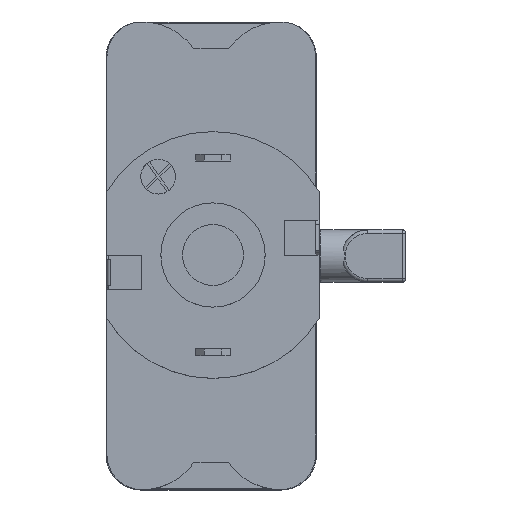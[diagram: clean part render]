
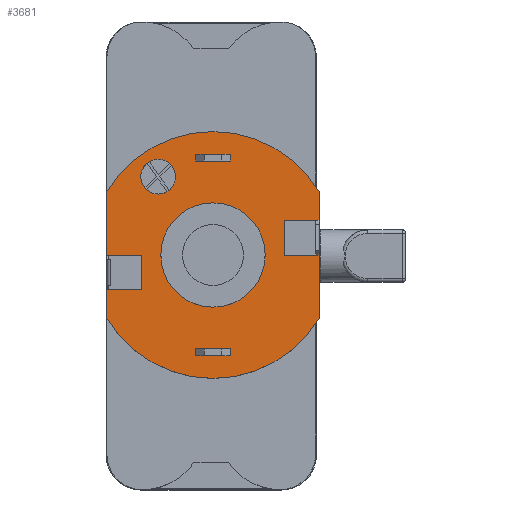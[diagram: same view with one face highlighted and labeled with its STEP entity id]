
A CAD part, top view. The second image highlights one B-rep face of the part: STEP entity #3681.
In plain terms, the highlighted planar face has unit normal (0, 0, 1).
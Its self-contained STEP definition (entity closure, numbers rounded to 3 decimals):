
#837=DIRECTION('',(0.,1.,0.));
#838=VECTOR('',#837,2.);
#839=CARTESIAN_POINT('',(-4.1,-2.,0.));
#840=LINE('',#839,#838);
#844=DIRECTION('',(1.,0.,0.));
#845=VECTOR('',#844,2.);
#846=CARTESIAN_POINT('',(-6.1,0.,0.));
#847=LINE('',#846,#845);
#851=DIRECTION('',(0.,1.,0.));
#852=VECTOR('',#851,3.633);
#853=CARTESIAN_POINT('',(-6.1,0.,0.));
#854=LINE('',#853,#852);
#858=DIRECTION('',(0.,-1.,0.));
#859=VECTOR('',#858,1.633);
#860=CARTESIAN_POINT('',(6.1,3.633,0.));
#861=LINE('',#860,#859);
#865=DIRECTION('',(-1.,0.,0.));
#866=VECTOR('',#865,2.);
#867=CARTESIAN_POINT('',(6.1,2.,0.));
#868=LINE('',#867,#866);
#872=DIRECTION('',(0.,-1.,0.));
#873=VECTOR('',#872,2.);
#874=CARTESIAN_POINT('',(4.1,2.,0.));
#875=LINE('',#874,#873);
#879=DIRECTION('',(-1.,0.,0.));
#880=VECTOR('',#879,2.);
#881=CARTESIAN_POINT('',(6.1,0.,0.));
#882=LINE('',#881,#880);
#886=DIRECTION('',(0.,-1.,0.));
#887=VECTOR('',#886,3.633);
#888=CARTESIAN_POINT('',(6.1,0.,0.));
#889=LINE('',#888,#887);
#893=DIRECTION('',(0.,1.,0.));
#894=VECTOR('',#893,1.633);
#895=CARTESIAN_POINT('',(-6.1,-3.633,0.));
#896=LINE('',#895,#894);
#900=DIRECTION('',(1.,0.,0.));
#901=VECTOR('',#900,2.);
#902=CARTESIAN_POINT('',(-6.1,-2.,0.));
#903=LINE('',#902,#901);
#907=DIRECTION('',(1.,0.,0.));
#908=VECTOR('',#907,2.);
#909=CARTESIAN_POINT('',(-1.,-5.8,0.));
#910=LINE('',#909,#908);
#914=DIRECTION('',(0.,1.,0.));
#915=VECTOR('',#914,0.4);
#916=CARTESIAN_POINT('',(1.,-5.8,0.));
#917=LINE('',#916,#915);
#921=DIRECTION('',(-1.,0.,0.));
#922=VECTOR('',#921,2.);
#923=CARTESIAN_POINT('',(1.,-5.4,0.));
#924=LINE('',#923,#922);
#928=DIRECTION('',(0.,-1.,0.));
#929=VECTOR('',#928,0.4);
#930=CARTESIAN_POINT('',(-1.,-5.4,0.));
#931=LINE('',#930,#929);
#935=DIRECTION('',(0.,-1.,0.));
#936=VECTOR('',#935,0.4);
#937=CARTESIAN_POINT('',(-1.,5.8,0.));
#938=LINE('',#937,#936);
#942=DIRECTION('',(1.,0.,0.));
#943=VECTOR('',#942,2.);
#944=CARTESIAN_POINT('',(-1.,5.4,0.));
#945=LINE('',#944,#943);
#949=DIRECTION('',(0.,1.,0.));
#950=VECTOR('',#949,0.4);
#951=CARTESIAN_POINT('',(1.,5.4,0.));
#952=LINE('',#951,#950);
#956=DIRECTION('',(-1.,0.,0.));
#957=VECTOR('',#956,2.);
#958=CARTESIAN_POINT('',(1.,5.8,0.));
#959=LINE('',#958,#957);
#963=CARTESIAN_POINT('',(-3.155,4.505,0.));
#964=DIRECTION('',(0.,0.,1.));
#965=DIRECTION('',(0.652,0.758,0.));
#966=AXIS2_PLACEMENT_3D('',#963,#964,#965);
#971=CARTESIAN_POINT('',(0.,0.,0.));
#972=DIRECTION('',(0.,0.,1.));
#973=DIRECTION('',(0.,1.,0.));
#974=AXIS2_PLACEMENT_3D('',#971,#972,#973);
#986=CARTESIAN_POINT('',(0.,0.,0.));
#987=DIRECTION('',(0.,0.,-1.));
#988=DIRECTION('',(0.,1.,0.));
#989=AXIS2_PLACEMENT_3D('',#986,#987,#988);
#1078=CARTESIAN_POINT('',(0.,0.,0.));
#1079=DIRECTION('',(0.,0.,1.));
#1080=DIRECTION('',(0.859,0.512,0.));
#1081=AXIS2_PLACEMENT_3D('',#1078,#1079,#1080);
#1093=CARTESIAN_POINT('',(0.,0.,0.));
#1094=DIRECTION('',(0.,0.,1.));
#1095=DIRECTION('',(-0.859,-0.512,0.));
#1096=AXIS2_PLACEMENT_3D('',#1093,#1094,#1095);
#1735=CARTESIAN_POINT('',(-3.155,4.505,0.));
#1736=DIRECTION('',(0.,0.,-1.));
#1737=DIRECTION('',(0.652,0.758,0.));
#1738=AXIS2_PLACEMENT_3D('',#1735,#1736,#1737);
#2366=CARTESIAN_POINT('',(0.,3.,0.));
#2368=VERTEX_POINT('',#2366);
#2370=CARTESIAN_POINT('',(0.,-3.,0.));
#2372=VERTEX_POINT('',#2370);
#2378=CARTESIAN_POINT('',(-4.1,-2.,0.));
#2379=CARTESIAN_POINT('',(-4.1,0.,0.));
#2380=VERTEX_POINT('',#2378);
#2381=VERTEX_POINT('',#2379);
#2382=CARTESIAN_POINT('',(6.1,3.633,0.));
#2383=CARTESIAN_POINT('',(6.1,2.,0.));
#2384=VERTEX_POINT('',#2382);
#2385=VERTEX_POINT('',#2383);
#2386=CARTESIAN_POINT('',(6.1,0.,0.));
#2387=CARTESIAN_POINT('',(6.1,-3.633,0.));
#2388=VERTEX_POINT('',#2386);
#2389=VERTEX_POINT('',#2387);
#2390=CARTESIAN_POINT('',(-6.1,-3.633,0.));
#2391=CARTESIAN_POINT('',(-6.1,-2.,0.));
#2392=VERTEX_POINT('',#2390);
#2393=VERTEX_POINT('',#2391);
#2394=CARTESIAN_POINT('',(-6.1,0.,0.));
#2395=CARTESIAN_POINT('',(-6.1,3.633,0.));
#2396=VERTEX_POINT('',#2394);
#2397=VERTEX_POINT('',#2395);
#2406=CARTESIAN_POINT('',(-1.,-5.8,0.));
#2407=CARTESIAN_POINT('',(1.,-5.8,0.));
#2408=VERTEX_POINT('',#2406);
#2409=VERTEX_POINT('',#2407);
#2410=CARTESIAN_POINT('',(1.,-5.4,0.));
#2411=VERTEX_POINT('',#2410);
#2412=CARTESIAN_POINT('',(-1.,-5.4,0.));
#2413=VERTEX_POINT('',#2412);
#2414=CARTESIAN_POINT('',(-1.,5.8,0.));
#2415=CARTESIAN_POINT('',(-1.,5.4,0.));
#2416=VERTEX_POINT('',#2414);
#2417=VERTEX_POINT('',#2415);
#2418=CARTESIAN_POINT('',(1.,5.4,0.));
#2419=VERTEX_POINT('',#2418);
#2420=CARTESIAN_POINT('',(1.,5.8,0.));
#2421=VERTEX_POINT('',#2420);
#2532=CARTESIAN_POINT('',(-2.503,5.263,0.));
#2533=VERTEX_POINT('',#2532);
#2535=CARTESIAN_POINT('',(-3.665,5.365,0.));
#2537=VERTEX_POINT('',#2535);
#2630=CARTESIAN_POINT('',(4.1,0.,0.));
#2631=VERTEX_POINT('',#2630);
#2632=CARTESIAN_POINT('',(4.1,2.,0.));
#2633=VERTEX_POINT('',#2632);
#3622=CARTESIAN_POINT('',(0.,0.,0.));
#3623=DIRECTION('',(0.,0.,1.));
#3624=DIRECTION('',(0.,1.,0.));
#3625=AXIS2_PLACEMENT_3D('',#3622,#3623,#3624);
#3626=PLANE('',#3625);
#3627=ORIENTED_EDGE('',*,*,#3606,.T.);
#3628=ORIENTED_EDGE('',*,*,#3442,.F.);
#3629=ORIENTED_EDGE('',*,*,#3301,.T.);
#3631=ORIENTED_EDGE('',*,*,#3630,.F.);
#3633=ORIENTED_EDGE('',*,*,#3632,.T.);
#3635=ORIENTED_EDGE('',*,*,#3634,.T.);
#3637=ORIENTED_EDGE('',*,*,#3636,.T.);
#3639=ORIENTED_EDGE('',*,*,#3638,.F.);
#3641=ORIENTED_EDGE('',*,*,#3640,.T.);
#3643=ORIENTED_EDGE('',*,*,#3642,.F.);
#3644=ORIENTED_EDGE('',*,*,#3289,.T.);
#3646=ORIENTED_EDGE('',*,*,#3645,.T.);
#3647=EDGE_LOOP('',(#3627,#3628,#3629,#3631,#3633,#3635,#3637,#3639,#3641,#3643,
#3644,#3646));
#3648=FACE_OUTER_BOUND('',#3647,.F.);
#3650=ORIENTED_EDGE('',*,*,#3649,.T.);
#3652=ORIENTED_EDGE('',*,*,#3651,.F.);
#3653=EDGE_LOOP('',(#3650,#3652));
#3654=FACE_BOUND('',#3653,.F.);
#3656=ORIENTED_EDGE('',*,*,#3655,.T.);
#3658=ORIENTED_EDGE('',*,*,#3657,.T.);
#3660=ORIENTED_EDGE('',*,*,#3659,.T.);
#3662=ORIENTED_EDGE('',*,*,#3661,.T.);
#3663=EDGE_LOOP('',(#3656,#3658,#3660,#3662));
#3664=FACE_BOUND('',#3663,.F.);
#3666=ORIENTED_EDGE('',*,*,#3665,.T.);
#3668=ORIENTED_EDGE('',*,*,#3667,.T.);
#3670=ORIENTED_EDGE('',*,*,#3669,.T.);
#3672=ORIENTED_EDGE('',*,*,#3671,.T.);
#3673=EDGE_LOOP('',(#3666,#3668,#3670,#3672));
#3674=FACE_BOUND('',#3673,.F.);
#3676=ORIENTED_EDGE('',*,*,#3675,.F.);
#3678=ORIENTED_EDGE('',*,*,#3677,.T.);
#3679=EDGE_LOOP('',(#3676,#3678));
#3680=FACE_BOUND('',#3679,.F.);
#3681=ADVANCED_FACE('',(#3648,#3654,#3664,#3674,#3680),#3626,.T.);
#967=CIRCLE('',#966,1.);
#975=CIRCLE('',#974,3.);
#990=CIRCLE('',#989,3.);
#1082=CIRCLE('',#1081,7.1);
#1097=CIRCLE('',#1096,7.1);
#1739=CIRCLE('',#1738,1.);
#3289=EDGE_CURVE('',#2392,#2393,#896,.T.);
#3301=EDGE_CURVE('',#2396,#2397,#854,.T.);
#3442=EDGE_CURVE('',#2396,#2381,#847,.T.);
#3606=EDGE_CURVE('',#2380,#2381,#840,.T.);
#3630=EDGE_CURVE('',#2384,#2397,#1082,.T.);
#3632=EDGE_CURVE('',#2384,#2385,#861,.T.);
#3634=EDGE_CURVE('',#2385,#2633,#868,.T.);
#3636=EDGE_CURVE('',#2633,#2631,#875,.T.);
#3638=EDGE_CURVE('',#2388,#2631,#882,.T.);
#3640=EDGE_CURVE('',#2388,#2389,#889,.T.);
#3642=EDGE_CURVE('',#2392,#2389,#1097,.T.);
#3645=EDGE_CURVE('',#2393,#2380,#903,.T.);
#3649=EDGE_CURVE('',#2368,#2372,#975,.T.);
#3651=EDGE_CURVE('',#2368,#2372,#990,.T.);
#3655=EDGE_CURVE('',#2408,#2409,#910,.T.);
#3657=EDGE_CURVE('',#2409,#2411,#917,.T.);
#3659=EDGE_CURVE('',#2411,#2413,#924,.T.);
#3661=EDGE_CURVE('',#2413,#2408,#931,.T.);
#3665=EDGE_CURVE('',#2416,#2417,#938,.T.);
#3667=EDGE_CURVE('',#2417,#2419,#945,.T.);
#3669=EDGE_CURVE('',#2419,#2421,#952,.T.);
#3671=EDGE_CURVE('',#2421,#2416,#959,.T.);
#3675=EDGE_CURVE('',#2533,#2537,#1739,.T.);
#3677=EDGE_CURVE('',#2533,#2537,#967,.T.);
